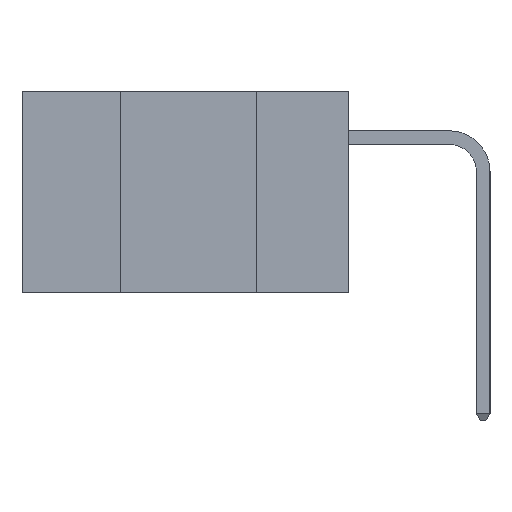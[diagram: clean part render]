
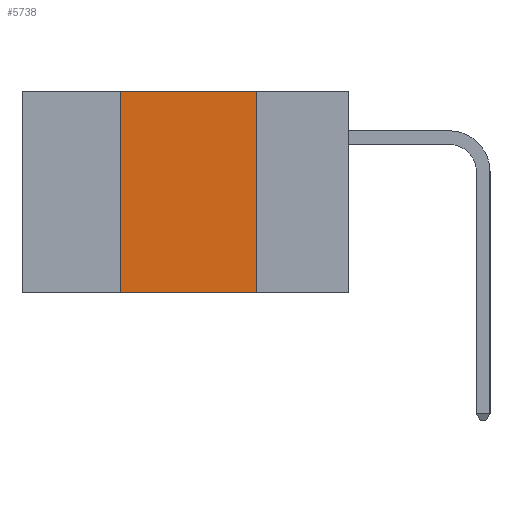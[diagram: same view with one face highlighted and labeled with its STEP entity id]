
A CAD part, left-side view. The second image highlights one B-rep face of the part: STEP entity #5738.
In plain terms, the highlighted planar face has unit normal (-1, 0, 0).
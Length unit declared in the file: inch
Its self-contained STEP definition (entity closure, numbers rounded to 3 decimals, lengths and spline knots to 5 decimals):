
#465 = AXIS2_PLACEMENT_3D ( 'NONE', #8944, #8923, #8896 ) ;
#510 = ORIENTED_EDGE ( 'NONE', *, *, #888, .F. ) ;
#888 = EDGE_CURVE ( 'NONE', #8695, #9574, #4631, .T. ) ;
#1093 = ORIENTED_EDGE ( 'NONE', *, *, #8451, .F. ) ;
#1713 = DIRECTION ( 'NONE',  ( 0., 0., 1. ) ) ;
#2356 = CARTESIAN_POINT ( 'NONE',  ( 0., 0.17, 0. ) ) ;
#2406 = DIRECTION ( 'NONE',  ( 0., -1., 0. ) ) ;
#2452 = CARTESIAN_POINT ( 'NONE',  ( 0., 0.42, 0. ) ) ;
#2629 = CARTESIAN_POINT ( 'NONE',  ( 0., 0.6, -0.37 ) ) ;
#3199 = ORIENTED_EDGE ( 'NONE', *, *, #4189, .T. ) ;
#4189 = EDGE_CURVE ( 'NONE', #7528, #9574, #7519, .T. ) ;
#4332 = CARTESIAN_POINT ( 'NONE',  ( 0., 0.17, 0. ) ) ;
#4631 = LINE ( 'NONE', #2356, #6753 ) ;
#4636 = EDGE_LOOP ( 'NONE', ( #510, #8939, #1093, #3199 ) ) ;
#5221 = VECTOR ( 'NONE', #1713, 39.37008 ) ;
#5470 = VECTOR ( 'NONE', #2406, 39.37008 ) ;
#5571 = EDGE_CURVE ( 'NONE', #5904, #8695, #9950, .T. ) ;
#5738 = ADVANCED_FACE ( 'NONE', ( #8845 ), #9827, .F. ) ;
#5904 = VERTEX_POINT ( 'NONE', #7478 ) ;
#6143 = DIRECTION ( 'NONE',  ( 0., -1., 0. ) ) ;
#6648 = CARTESIAN_POINT ( 'NONE',  ( 0., 0.6, 0. ) ) ;
#6753 = VECTOR ( 'NONE', #7710, 39.37008 ) ;
#7478 = CARTESIAN_POINT ( 'NONE',  ( 0., 0.42, 0. ) ) ;
#7519 = LINE ( 'NONE', #2629, #5470 ) ;
#7528 = VERTEX_POINT ( 'NONE', #9753 ) ;
#7710 = DIRECTION ( 'NONE',  ( 0., 0., -1. ) ) ;
#8041 = VECTOR ( 'NONE', #6143, 39.37008 ) ;
#8410 = CARTESIAN_POINT ( 'NONE',  ( 0., 0.17, -0.37 ) ) ;
#8451 = EDGE_CURVE ( 'NONE', #7528, #5904, #9461, .T. ) ;
#8695 = VERTEX_POINT ( 'NONE', #4332 ) ;
#8845 = FACE_OUTER_BOUND ( 'NONE', #4636, .T. ) ;
#8896 = DIRECTION ( 'NONE',  ( 0., 0., -1. ) ) ;
#8923 = DIRECTION ( 'NONE',  ( 1., 0., 0. ) ) ;
#8939 = ORIENTED_EDGE ( 'NONE', *, *, #5571, .F. ) ;
#8944 = CARTESIAN_POINT ( 'NONE',  ( 0., 0.6, 0. ) ) ;
#9461 = LINE ( 'NONE', #2452, #5221 ) ;
#9574 = VERTEX_POINT ( 'NONE', #8410 ) ;
#9753 = CARTESIAN_POINT ( 'NONE',  ( 0., 0.42, -0.37 ) ) ;
#9827 = PLANE ( 'NONE',  #465 ) ;
#9950 = LINE ( 'NONE', #6648, #8041 ) ;
